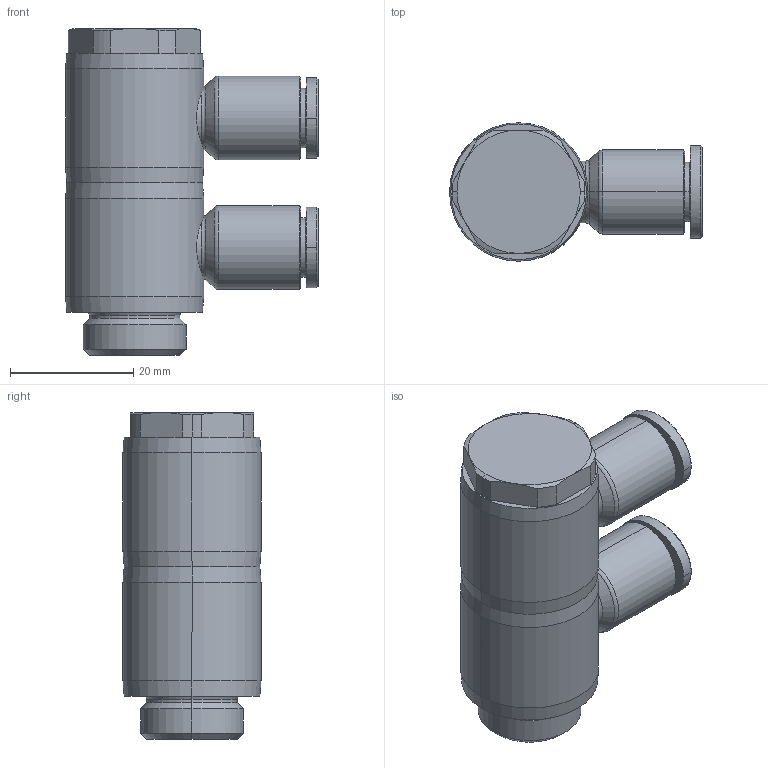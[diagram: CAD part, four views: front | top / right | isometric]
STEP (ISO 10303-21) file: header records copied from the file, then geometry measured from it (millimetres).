
FILE_DESCRIPTION((''),'2;1');
FILE_NAME('GPH_08G03(2)(3D).stp','2012-12-20T18:39:21',(''),(''),'Mechanical Desktop.R8.0.24.0','Mechanical Desktop.R8.0.24.0',', , ');
FILE_SCHEMA(('CONFIG_CONTROL_DESIGN'));
Length unit declared in the file: millimetre
Products named in the file (2): GPH_08G03(2)(3D); 睡ヶ1
Assembly tree (1 placements, depth 2):
  GPH_08G03(2)(3D)
    睡ヶ1
Bounding box: 41 x 22.4 x 53 mm (x, y, z)
Volume: 17657.6 mm3; surface area: 13789 mm2
Topology: 1 solids, 1 shells, 862 faces, 2386 edges, 1567 vertices
Faces by surface type: plane 686, bspline 62, cylinder 58, cone 52, torus 4
Entity records: 28791 total; most frequent: CARTESIAN_POINT 6733, ORIENTED_EDGE 4768, DIRECTION 4232, EDGE_CURVE 2384, VECTOR 2072, LINE 2072, VERTEX_POINT 1567, AXIS2_PLACEMENT_3D 1080
